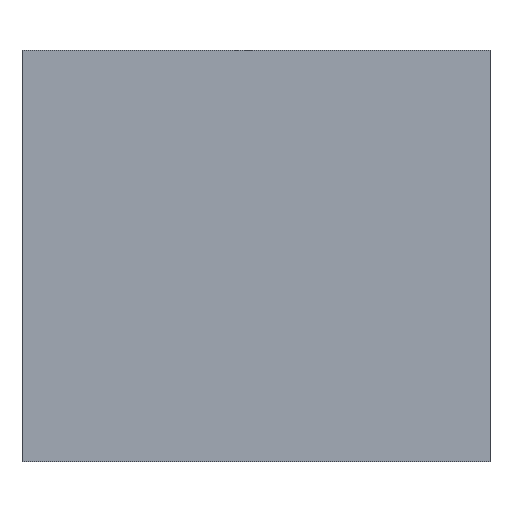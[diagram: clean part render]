
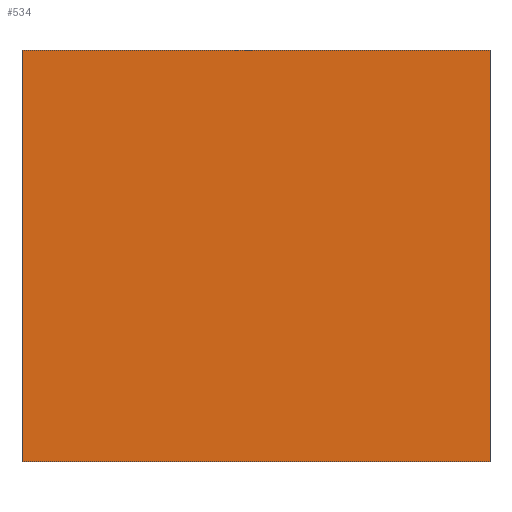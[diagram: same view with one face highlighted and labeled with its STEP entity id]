
A CAD part, left-side view. The second image highlights one B-rep face of the part: STEP entity #534.
In plain terms, the highlighted planar face has unit normal (-1, 0, 0).
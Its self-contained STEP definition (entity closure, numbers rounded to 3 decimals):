
#514=AXIS2_PLACEMENT_3D('Plane Axis2P3D',#511,#512,#513) ;
#353=CARTESIAN_POINT('Line Origine',(-49.125,-8.339,71.)) ;
#357=CARTESIAN_POINT('Vertex',(-49.125,4.161,71.)) ;
#359=CARTESIAN_POINT('Vertex',(-49.125,-20.839,71.)) ;
#489=CARTESIAN_POINT('Line Origine',(-49.125,-20.839,60.)) ;
#493=CARTESIAN_POINT('Vertex',(-49.125,-20.839,49.)) ;
#511=CARTESIAN_POINT('Axis2P3D Location',(-49.125,4.161,49.)) ;
#516=CARTESIAN_POINT('Line Origine',(-49.125,4.161,60.)) ;
#520=CARTESIAN_POINT('Vertex',(-49.125,4.161,49.)) ;
#523=CARTESIAN_POINT('Line Origine',(-49.125,-8.339,49.)) ;
#354=DIRECTION('Vector Direction',(0.,-1.,0.)) ;
#490=DIRECTION('Vector Direction',(0.,0.,1.)) ;
#512=DIRECTION('Axis2P3D Direction',(-1.,0.,0.)) ;
#513=DIRECTION('Axis2P3D XDirection',(0.,-1.,0.)) ;
#517=DIRECTION('Vector Direction',(0.,0.,1.)) ;
#524=DIRECTION('Vector Direction',(0.,-1.,0.)) ;
#355=VECTOR('Line Direction',#354,1.) ;
#491=VECTOR('Line Direction',#490,1.) ;
#518=VECTOR('Line Direction',#517,1.) ;
#525=VECTOR('Line Direction',#524,1.) ;
#529=ORIENTED_EDGE('',*,*,#522,.F.) ;
#530=ORIENTED_EDGE('',*,*,#527,.T.) ;
#531=ORIENTED_EDGE('',*,*,#495,.T.) ;
#532=ORIENTED_EDGE('',*,*,#361,.F.) ;
#534=ADVANCED_FACE('PartBody',(#533),#515,.T.) ;
#361=EDGE_CURVE('',#358,#360,#356,.T.) ;
#495=EDGE_CURVE('',#494,#360,#492,.T.) ;
#522=EDGE_CURVE('',#521,#358,#519,.T.) ;
#527=EDGE_CURVE('',#521,#494,#526,.T.) ;
#528=EDGE_LOOP('',(#529,#530,#531,#532)) ;
#533=FACE_OUTER_BOUND('',#528,.T.) ;
#356=LINE('Line',#353,#355) ;
#492=LINE('Line',#489,#491) ;
#519=LINE('Line',#516,#518) ;
#526=LINE('Line',#523,#525) ;
#515=PLANE('',#514) ;
#358=VERTEX_POINT('',#357) ;
#360=VERTEX_POINT('',#359) ;
#494=VERTEX_POINT('',#493) ;
#521=VERTEX_POINT('',#520) ;
